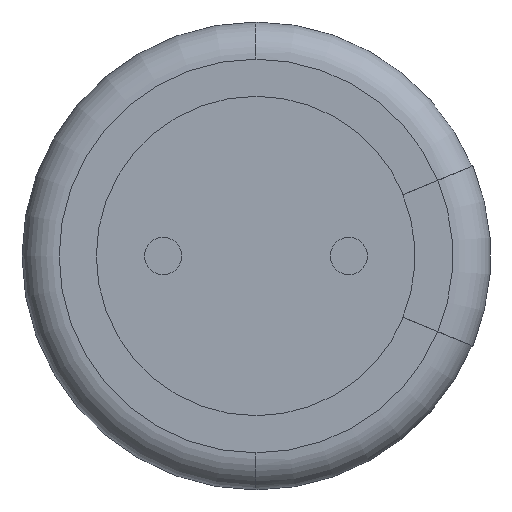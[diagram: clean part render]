
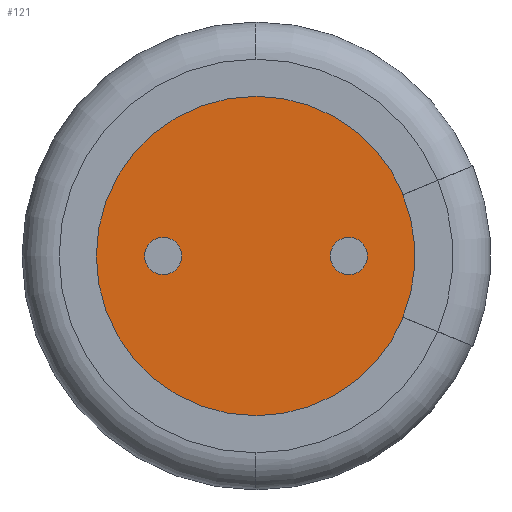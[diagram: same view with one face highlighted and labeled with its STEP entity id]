
A CAD part, front view. The second image highlights one B-rep face of the part: STEP entity #121.
In plain terms, the highlighted planar face has unit normal (0, -1, 0).
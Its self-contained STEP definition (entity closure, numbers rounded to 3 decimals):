
#37 = DIRECTION ( 'NONE',  ( 0., -1., 0. ) ) ;
#49 = AXIS2_PLACEMENT_3D ( 'NONE', #1838, #799, #2014 ) ;
#121 = ADVANCED_FACE ( 'NONE', ( #679, #314, #649 ), #1832, .T. ) ;
#164 = DIRECTION ( 'NONE',  ( 0., -1., 0. ) ) ;
#201 = ORIENTED_EDGE ( 'NONE', *, *, #581, .T. ) ;
#215 = CARTESIAN_POINT ( 'NONE',  ( 1.976, 0.3, 0.823 ) ) ;
#270 = VERTEX_POINT ( 'NONE', #2070 ) ;
#292 = ORIENTED_EDGE ( 'NONE', *, *, #1435, .T. ) ;
#314 = FACE_BOUND ( 'NONE', #1632, .T. ) ;
#321 = VERTEX_POINT ( 'NONE', #354 ) ;
#324 = VERTEX_POINT ( 'NONE', #528 ) ;
#333 = EDGE_CURVE ( 'NONE', #763, #633, #376, .T. ) ;
#341 = DIRECTION ( 'NONE',  ( 0., -1., 0. ) ) ;
#354 = CARTESIAN_POINT ( 'NONE',  ( -1.25, 0.3, -0.25 ) ) ;
#376 = CIRCLE ( 'NONE', #1519, 0.25 ) ;
#381 = EDGE_CURVE ( 'NONE', #633, #763, #929, .T. ) ;
#392 = CARTESIAN_POINT ( 'NONE',  ( -0.001, 0.3, -0.004 ) ) ;
#405 = EDGE_CURVE ( 'NONE', #1879, #321, #896, .T. ) ;
#409 = VERTEX_POINT ( 'NONE', #215 ) ;
#485 = ORIENTED_EDGE ( 'NONE', *, *, #381, .F. ) ;
#504 = CARTESIAN_POINT ( 'NONE',  ( -1.25, 0.3, 0. ) ) ;
#525 = DIRECTION ( 'NONE',  ( 0., 0., -1. ) ) ;
#528 = CARTESIAN_POINT ( 'NONE',  ( 0., 0.3, 2.15 ) ) ;
#535 = EDGE_CURVE ( 'NONE', #270, #409, #1574, .T. ) ;
#556 = DIRECTION ( 'NONE',  ( 0., -1., 0. ) ) ;
#571 = DIRECTION ( 'NONE',  ( 0., -1., 0. ) ) ;
#581 = EDGE_CURVE ( 'NONE', #773, #324, #1348, .T. ) ;
#625 = LINE ( 'NONE', #2179, #1956 ) ;
#633 = VERTEX_POINT ( 'NONE', #867 ) ;
#649 = FACE_BOUND ( 'NONE', #1139, .T. ) ;
#679 = FACE_OUTER_BOUND ( 'NONE', #988, .T. ) ;
#684 = DIRECTION ( 'NONE',  ( 0., 0., -1. ) ) ;
#700 = AXIS2_PLACEMENT_3D ( 'NONE', #1388, #341, #1563 ) ;
#739 = DIRECTION ( 'NONE',  ( -0.924, 0., 0.383 ) ) ;
#740 = CARTESIAN_POINT ( 'NONE',  ( -1.25, 0.3, 0. ) ) ;
#763 = VERTEX_POINT ( 'NONE', #1968 ) ;
#773 = VERTEX_POINT ( 'NONE', #1272 ) ;
#789 = CARTESIAN_POINT ( 'NONE',  ( 0., 0.3, 0. ) ) ;
#793 = DIRECTION ( 'NONE',  ( -0.924, 0., -0.383 ) ) ;
#799 = DIRECTION ( 'NONE',  ( 0., -1., 0. ) ) ;
#830 = AXIS2_PLACEMENT_3D ( 'NONE', #1196, #164, #1374 ) ;
#867 = CARTESIAN_POINT ( 'NONE',  ( 1.25, 0.3, 0.25 ) ) ;
#896 = CIRCLE ( 'NONE', #1240, 0.25 ) ;
#929 = CIRCLE ( 'NONE', #1288, 0.25 ) ;
#972 = DIRECTION ( 'NONE',  ( 0., 0., -1. ) ) ;
#988 = EDGE_LOOP ( 'NONE', ( #1910, #201, #1123, #292, #1275, #1467 ) ) ;
#1022 = CARTESIAN_POINT ( 'NONE',  ( 1.985, 0.3, -0.826 ) ) ;
#1071 = CARTESIAN_POINT ( 'NONE',  ( 1.25, 0.3, 0. ) ) ;
#1078 = EDGE_CURVE ( 'NONE', #321, #1879, #1971, .T. ) ;
#1079 = ORIENTED_EDGE ( 'NONE', *, *, #405, .F. ) ;
#1123 = ORIENTED_EDGE ( 'NONE', *, *, #1337, .T. ) ;
#1139 = EDGE_LOOP ( 'NONE', ( #485, #1297 ) ) ;
#1146 = VERTEX_POINT ( 'NONE', #2067 ) ;
#1178 = AXIS2_PLACEMENT_3D ( 'NONE', #789, #1999, #972 ) ;
#1196 = CARTESIAN_POINT ( 'NONE',  ( -0.01, 0.3, 0. ) ) ;
#1235 = DIRECTION ( 'NONE',  ( 0., 0., 1. ) ) ;
#1240 = AXIS2_PLACEMENT_3D ( 'NONE', #740, #1951, #525 ) ;
#1272 = CARTESIAN_POINT ( 'NONE',  ( 1.985, 0.3, 0.826 ) ) ;
#1275 = ORIENTED_EDGE ( 'NONE', *, *, #1331, .T. ) ;
#1288 = AXIS2_PLACEMENT_3D ( 'NONE', #1600, #556, #1776 ) ;
#1297 = ORIENTED_EDGE ( 'NONE', *, *, #333, .F. ) ;
#1310 = CIRCLE ( 'NONE', #1548, 2.15 ) ;
#1331 = EDGE_CURVE ( 'NONE', #1638, #270, #1785, .T. ) ;
#1337 = EDGE_CURVE ( 'NONE', #324, #1146, #1310, .T. ) ;
#1348 = CIRCLE ( 'NONE', #700, 2.15 ) ;
#1374 = DIRECTION ( 'NONE',  ( 0., 0., -1. ) ) ;
#1388 = CARTESIAN_POINT ( 'NONE',  ( 0., 0.3, 0. ) ) ;
#1435 = EDGE_CURVE ( 'NONE', #1146, #1638, #1611, .T. ) ;
#1467 = ORIENTED_EDGE ( 'NONE', *, *, #535, .T. ) ;
#1471 = EDGE_CURVE ( 'NONE', #773, #409, #625, .T. ) ;
#1519 = AXIS2_PLACEMENT_3D ( 'NONE', #1071, #37, #1235 ) ;
#1548 = AXIS2_PLACEMENT_3D ( 'NONE', #1619, #571, #1786 ) ;
#1563 = DIRECTION ( 'NONE',  ( 0., 0., -1. ) ) ;
#1574 = CIRCLE ( 'NONE', #830, 2.15 ) ;
#1600 = CARTESIAN_POINT ( 'NONE',  ( 1.25, 0.3, 0. ) ) ;
#1611 = CIRCLE ( 'NONE', #1178, 2.15 ) ;
#1619 = CARTESIAN_POINT ( 'NONE',  ( 0., 0.3, 0. ) ) ;
#1632 = EDGE_LOOP ( 'NONE', ( #1079, #2034 ) ) ;
#1638 = VERTEX_POINT ( 'NONE', #1022 ) ;
#1726 = DIRECTION ( 'NONE',  ( 0., -1., 0. ) ) ;
#1776 = DIRECTION ( 'NONE',  ( 0., 0., 1. ) ) ;
#1785 = LINE ( 'NONE', #392, #2180 ) ;
#1786 = DIRECTION ( 'NONE',  ( 0., 0., -1. ) ) ;
#1832 = PLANE ( 'NONE',  #49 ) ;
#1838 = CARTESIAN_POINT ( 'NONE',  ( 0., 0.3, 0. ) ) ;
#1863 = AXIS2_PLACEMENT_3D ( 'NONE', #504, #1726, #684 ) ;
#1879 = VERTEX_POINT ( 'NONE', #1989 ) ;
#1910 = ORIENTED_EDGE ( 'NONE', *, *, #1471, .F. ) ;
#1951 = DIRECTION ( 'NONE',  ( 0., -1., 0. ) ) ;
#1956 = VECTOR ( 'NONE', #793, 1000. ) ;
#1968 = CARTESIAN_POINT ( 'NONE',  ( 1.25, 0.3, -0.25 ) ) ;
#1971 = CIRCLE ( 'NONE', #1863, 0.25 ) ;
#1989 = CARTESIAN_POINT ( 'NONE',  ( -1.25, 0.3, 0.25 ) ) ;
#1999 = DIRECTION ( 'NONE',  ( 0., -1., 0. ) ) ;
#2014 = DIRECTION ( 'NONE',  ( 0., 0., -1. ) ) ;
#2034 = ORIENTED_EDGE ( 'NONE', *, *, #1078, .F. ) ;
#2067 = CARTESIAN_POINT ( 'NONE',  ( 0., 0.3, -2.15 ) ) ;
#2070 = CARTESIAN_POINT ( 'NONE',  ( 1.976, 0.3, -0.823 ) ) ;
#2179 = CARTESIAN_POINT ( 'NONE',  ( -0.001, 0.3, 0.004 ) ) ;
#2180 = VECTOR ( 'NONE', #739, 1000. ) ;
